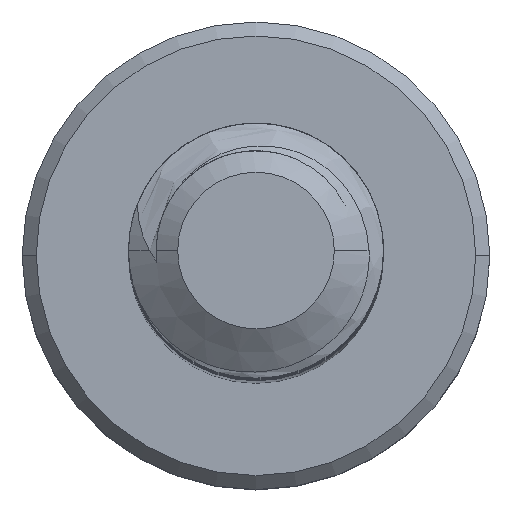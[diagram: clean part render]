
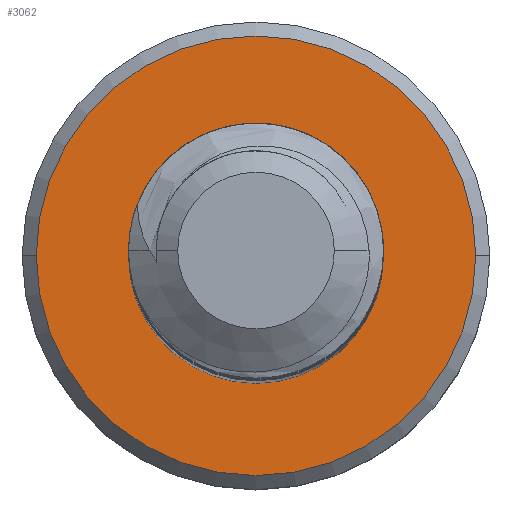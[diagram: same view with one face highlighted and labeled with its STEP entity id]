
A CAD part, top view. The second image highlights one B-rep face of the part: STEP entity #3062.
In plain terms, the highlighted planar face has unit normal (0, 0, 1).
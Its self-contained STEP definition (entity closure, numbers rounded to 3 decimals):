
#303 = EDGE_CURVE ( 'NONE', #6874, #8291, #8767, .T. ) ;
#870 = EDGE_LOOP ( 'NONE', ( #7524, #4815 ) ) ;
#924 = CARTESIAN_POINT ( 'NONE',  ( 2.585, 0., -35. ) ) ;
#1165 = DIRECTION ( 'NONE',  ( -1., 0., 0. ) ) ;
#1188 = CARTESIAN_POINT ( 'NONE',  ( 0., 0., -35. ) ) ;
#1513 = EDGE_CURVE ( 'NONE', #8291, #6874, #4911, .T. ) ;
#1777 = CARTESIAN_POINT ( 'NONE',  ( 0., 0., -35. ) ) ;
#1887 = CARTESIAN_POINT ( 'NONE',  ( -1.5, 0., -35. ) ) ;
#2548 = DIRECTION ( 'NONE',  ( 0., 0., 1. ) ) ;
#2927 = FACE_BOUND ( 'NONE', #870, .T. ) ;
#3062 = ADVANCED_FACE ( 'NONE', ( #5811, #2927 ), #8817, .F. ) ;
#3662 = CARTESIAN_POINT ( 'NONE',  ( 0., 0., -35. ) ) ;
#3696 = EDGE_LOOP ( 'NONE', ( #8281, #10939 ) ) ;
#3765 = DIRECTION ( 'NONE',  ( -1., 0., 0. ) ) ;
#4142 = CARTESIAN_POINT ( 'NONE',  ( 1.5, 0., -35. ) ) ;
#4259 = CARTESIAN_POINT ( 'NONE',  ( 0., 0., -35. ) ) ;
#4815 = ORIENTED_EDGE ( 'NONE', *, *, #303, .F. ) ;
#4867 = CIRCLE ( 'NONE', #7476, 2.585 ) ;
#4911 = CIRCLE ( 'NONE', #10364, 1.5 ) ;
#5140 = CARTESIAN_POINT ( 'NONE',  ( -2.585, 0., -35. ) ) ;
#5254 = AXIS2_PLACEMENT_3D ( 'NONE', #1188, #5405, #3765 ) ;
#5405 = DIRECTION ( 'NONE',  ( 0., 0., -1. ) ) ;
#5811 = FACE_OUTER_BOUND ( 'NONE', #3696, .T. ) ;
#6035 = EDGE_CURVE ( 'NONE', #10602, #10669, #4867, .T. ) ;
#6591 = AXIS2_PLACEMENT_3D ( 'NONE', #4259, #2548, #10191 ) ;
#6862 = CARTESIAN_POINT ( 'NONE',  ( 0., 0., -35. ) ) ;
#6874 = VERTEX_POINT ( 'NONE', #1887 ) ;
#7290 = CIRCLE ( 'NONE', #6591, 2.585 ) ;
#7476 = AXIS2_PLACEMENT_3D ( 'NONE', #3662, #10436, #1165 ) ;
#7524 = ORIENTED_EDGE ( 'NONE', *, *, #1513, .F. ) ;
#8281 = ORIENTED_EDGE ( 'NONE', *, *, #9586, .T. ) ;
#8291 = VERTEX_POINT ( 'NONE', #4142 ) ;
#8475 = DIRECTION ( 'NONE',  ( 0., 0., 1. ) ) ;
#8489 = DIRECTION ( 'NONE',  ( 0., 0., 1. ) ) ;
#8767 = CIRCLE ( 'NONE', #9277, 1.5 ) ;
#8817 = PLANE ( 'NONE',  #5254 ) ;
#9267 = DIRECTION ( 'NONE',  ( -1., 0., 0. ) ) ;
#9277 = AXIS2_PLACEMENT_3D ( 'NONE', #6862, #8489, #9267 ) ;
#9586 = EDGE_CURVE ( 'NONE', #10669, #10602, #7290, .T. ) ;
#10191 = DIRECTION ( 'NONE',  ( -1., 0., 0. ) ) ;
#10193 = DIRECTION ( 'NONE',  ( -1., 0., 0. ) ) ;
#10364 = AXIS2_PLACEMENT_3D ( 'NONE', #1777, #8475, #10193 ) ;
#10436 = DIRECTION ( 'NONE',  ( 0., 0., 1. ) ) ;
#10602 = VERTEX_POINT ( 'NONE', #924 ) ;
#10669 = VERTEX_POINT ( 'NONE', #5140 ) ;
#10939 = ORIENTED_EDGE ( 'NONE', *, *, #6035, .T. ) ;
